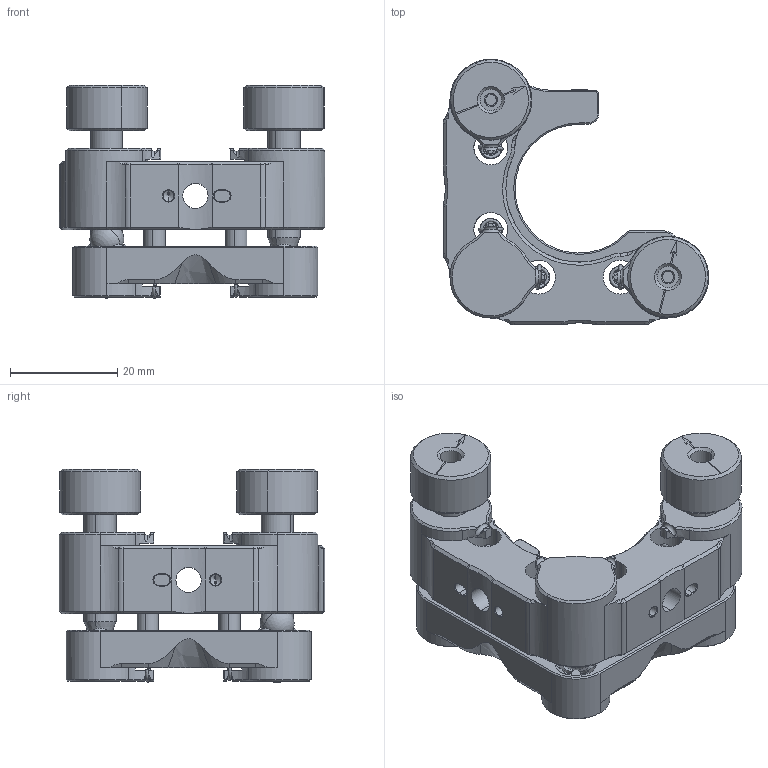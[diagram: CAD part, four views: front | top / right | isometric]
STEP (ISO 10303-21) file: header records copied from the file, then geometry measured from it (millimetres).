
FILE_DESCRIPTION (( 'STEP AP203' ), '1' );
FILE_NAME ('1.1.19.53-ZJD-K1.0-2R.STEP', '2024-05-31T06:23:27', ( '' ), ( '' ), 'SwSTEP 2.0', 'SolidWorks 2021', '' );
FILE_SCHEMA (( 'CONFIG_CONTROL_DESIGN' ));
Length unit declared in the file: millimetre
Products named in the file (13): 替代进口不锈钢光学调整架挠性臂后面板，用于φ1英寸光学元件_1.1.20.18.1，替代进口不锈钢光学调整架挠性夹紧后面板，用于φ1英寸光学元件，两轴; TL-耳5x0.8_2; DXS-0625梓袧倰牉挴蹟佪_3.2.2.16-DXS-0625-26.6; TL-耳5x0.8-1_9; TL-耳5x0.8; 32.5.3，QL-φ4x0.6，φ4x0.6 蓝宝石垫片，A; 30.8.8-14，M4尼龙头顶丝，A_30.8.9-LNJ4*5; DXG，平面螺纹旋钮_3.2.10.19-DXG-M0625-15-8.5S; 1.1.19.53.1_开口式不锈钢光学调整架前面板，用于φ1英寸光学元件，右手系，零部件; DXS-0625梓袧倰鞠褒覃誹ん _3.2.2.16.1-DXS-0625-26.6; 1.1.19.53-ZJD-K1.0-2R; 36.1，440c不锈钢滚珠_36.1.6_GZ-B4; 36.1，440c不锈钢滚珠_36.1.35_GZ-B6.35
Assembly tree (23 placements, depth 3):
  1.1.19.53-ZJD-K1.0-2R
    1.1.19.53.1_开口式不锈钢光学调整架前面板，用于φ1英寸光学元件，右手系，零部件
    替代进口不锈钢光学调整架挠性臂后面板，用于φ1英寸光学元件_1.1.20.18.1，替代进口不锈钢光学调整架挠性夹紧后面板，用于φ1英寸光学元件，两轴
    32.5.3，QL-φ4x0.6，φ4x0.6 蓝宝石垫片，A  x6
    36.1，440c不锈钢滚珠_36.1.35_GZ-B6.35
    DXS-0625梓袧倰牉挴蹟佪_3.2.2.16-DXS-0625-26.6  x2
      DXS-0625梓袧倰鞠褒覃誹ん _3.2.2.16.1-DXS-0625-26.6
      36.1，440c不锈钢滚珠_36.1.6_GZ-B4
    DXG，平面螺纹旋钮_3.2.10.19-DXG-M0625-15-8.5S  x2
    TL-耳5x0.8_2  x4
      TL-耳5x0.8
      TL-耳5x0.8-1_9
    30.8.8-14，M4尼龙头顶丝，A_30.8.9-LNJ4*5
Bounding box: 49.53 x 49.53 x 39.82 mm (x, y, z)
Volume: 23186.4 mm3; surface area: 15427.4 mm2
Topology: 28 solids, 28 shells, 672 faces, 1637 edges, 1012 vertices
Faces by surface type: plane 213, cone 185, cylinder 167, bspline 85, torus 16, sphere 6
Entity records: 31280 total; most frequent: CARTESIAN_POINT 17066, ORIENTED_EDGE 2656, DIRECTION 2629, EDGE_CURVE 1328, AXIS2_PLACEMENT_3D 1032, VERTEX_POINT 828, LINE 565, VECTOR 565
